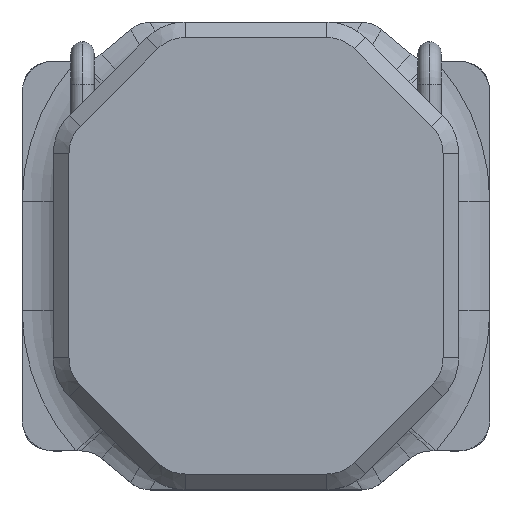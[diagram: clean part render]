
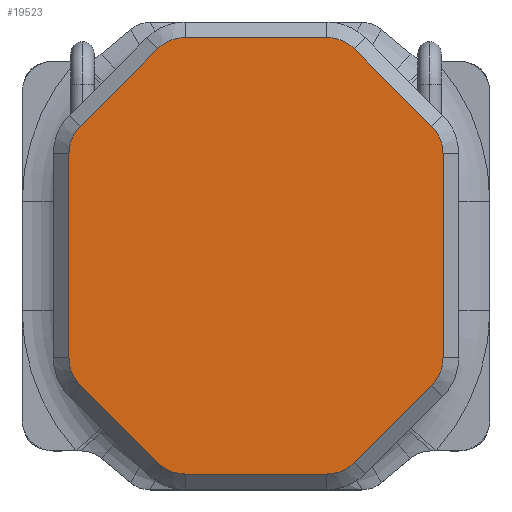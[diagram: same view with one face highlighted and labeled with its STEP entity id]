
A CAD part, top view. The second image highlights one B-rep face of the part: STEP entity #19523.
In plain terms, the highlighted planar face has unit normal (0, 0, 1).
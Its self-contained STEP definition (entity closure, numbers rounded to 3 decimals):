
#64 = CIRCLE ( 'NONE', #8787, 0.25 ) ;
#305 = DIRECTION ( 'NONE',  ( 1., 0., 0. ) ) ;
#321 = DIRECTION ( 'NONE',  ( -0.707, -0.707, 0. ) ) ;
#622 = VERTEX_POINT ( 'NONE', #12674 ) ;
#674 = ORIENTED_EDGE ( 'NONE', *, *, #946, .T. ) ;
#796 = EDGE_CURVE ( 'NONE', #18772, #4371, #19899, .T. ) ;
#946 = EDGE_CURVE ( 'NONE', #13669, #11109, #1220, .T. ) ;
#1220 = CIRCLE ( 'NONE', #10950, 0.25 ) ;
#1252 = DIRECTION ( 'NONE',  ( 1., 0., 0. ) ) ;
#1523 = CARTESIAN_POINT ( 'NONE',  ( -0.455, 1.4, 1.51 ) ) ;
#1620 = CARTESIAN_POINT ( 'NONE',  ( 1.2, -0.655, 1.51 ) ) ;
#1877 = EDGE_CURVE ( 'NONE', #7083, #18772, #64, .T. ) ;
#1909 = CARTESIAN_POINT ( 'NONE',  ( -1.127, -0.832, 1.51 ) ) ;
#1997 = VECTOR ( 'NONE', #5245, 1000. ) ;
#2033 = CARTESIAN_POINT ( 'NONE',  ( 1.127, 0.832, 1.51 ) ) ;
#2165 = DIRECTION ( 'NONE',  ( 1., 0., 0. ) ) ;
#2171 = AXIS2_PLACEMENT_3D ( 'NONE', #15422, #16956, #305 ) ;
#2354 = VERTEX_POINT ( 'NONE', #2033 ) ;
#2568 = CIRCLE ( 'NONE', #10895, 0.25 ) ;
#2643 = VERTEX_POINT ( 'NONE', #20296 ) ;
#2833 = CARTESIAN_POINT ( 'NONE',  ( -1.2, 0.655, 1.51 ) ) ;
#2911 = DIRECTION ( 'NONE',  ( 1., 0., 0. ) ) ;
#3435 = ORIENTED_EDGE ( 'NONE', *, *, #18931, .T. ) ;
#3557 = CARTESIAN_POINT ( 'NONE',  ( 0.455, -1.4, 1.51 ) ) ;
#4054 = ORIENTED_EDGE ( 'NONE', *, *, #19743, .T. ) ;
#4363 = ORIENTED_EDGE ( 'NONE', *, *, #796, .T. ) ;
#4371 = VERTEX_POINT ( 'NONE', #19847 ) ;
#4551 = CARTESIAN_POINT ( 'NONE',  ( 0.455, -1.15, 1.51 ) ) ;
#4574 = CARTESIAN_POINT ( 'NONE',  ( -1.2, -0.655, 1.51 ) ) ;
#4586 = CARTESIAN_POINT ( 'NONE',  ( 0.95, 0.655, 1.51 ) ) ;
#4609 = VERTEX_POINT ( 'NONE', #11195 ) ;
#4788 = CARTESIAN_POINT ( 'NONE',  ( -0.95, -0.655, 1.51 ) ) ;
#4796 = VECTOR ( 'NONE', #321, 1000. ) ;
#4812 = VECTOR ( 'NONE', #12284, 1000. ) ;
#5090 = AXIS2_PLACEMENT_3D ( 'NONE', #4586, #19432, #20719 ) ;
#5197 = ORIENTED_EDGE ( 'NONE', *, *, #21253, .T. ) ;
#5245 = DIRECTION ( 'NONE',  ( -1., 0., 0. ) ) ;
#5681 = ORIENTED_EDGE ( 'NONE', *, *, #12331, .T. ) ;
#5924 = DIRECTION ( 'NONE',  ( 0., 0., 1. ) ) ;
#6001 = LINE ( 'NONE', #4574, #19161 ) ;
#6318 = DIRECTION ( 'NONE',  ( 1., 0., 0. ) ) ;
#6453 = CARTESIAN_POINT ( 'NONE',  ( 0.632, -1.327, 1.51 ) ) ;
#6586 = ORIENTED_EDGE ( 'NONE', *, *, #8256, .T. ) ;
#6639 = VECTOR ( 'NONE', #12099, 1000. ) ;
#7083 = VERTEX_POINT ( 'NONE', #18611 ) ;
#7132 = LINE ( 'NONE', #12447, #16358 ) ;
#7141 = AXIS2_PLACEMENT_3D ( 'NONE', #16022, #19374, #1252 ) ;
#7474 = CARTESIAN_POINT ( 'NONE',  ( 0.455, 1.15, 1.51 ) ) ;
#7592 = CIRCLE ( 'NONE', #10376, 0.25 ) ;
#7688 = CIRCLE ( 'NONE', #8737, 0.25 ) ;
#7852 = ORIENTED_EDGE ( 'NONE', *, *, #9709, .T. ) ;
#7974 = CARTESIAN_POINT ( 'NONE',  ( -0.455, 1.15, 1.51 ) ) ;
#8045 = PLANE ( 'NONE',  #2171 ) ;
#8256 = EDGE_CURVE ( 'NONE', #17000, #2643, #7132, .T. ) ;
#8292 = ORIENTED_EDGE ( 'NONE', *, *, #1877, .T. ) ;
#8436 = CARTESIAN_POINT ( 'NONE',  ( 0.632, 1.327, 1.51 ) ) ;
#8628 = VECTOR ( 'NONE', #11070, 1000. ) ;
#8641 = ORIENTED_EDGE ( 'NONE', *, *, #20798, .T. ) ;
#8675 = DIRECTION ( 'NONE',  ( 0., 0., 1. ) ) ;
#8737 = AXIS2_PLACEMENT_3D ( 'NONE', #11952, #18565, #2165 ) ;
#8787 = AXIS2_PLACEMENT_3D ( 'NONE', #19815, #16611, #6318 ) ;
#8835 = LINE ( 'NONE', #15558, #6639 ) ;
#8932 = VERTEX_POINT ( 'NONE', #1909 ) ;
#9335 = DIRECTION ( 'NONE',  ( 0., 0., 1. ) ) ;
#9475 = ORIENTED_EDGE ( 'NONE', *, *, #16286, .T. ) ;
#9601 = ORIENTED_EDGE ( 'NONE', *, *, #12889, .T. ) ;
#9607 = DIRECTION ( 'NONE',  ( 1., 0., 0. ) ) ;
#9709 = EDGE_CURVE ( 'NONE', #11109, #622, #20056, .T. ) ;
#9789 = CARTESIAN_POINT ( 'NONE',  ( -0.455, -1.4, 1.51 ) ) ;
#10263 = EDGE_CURVE ( 'NONE', #17640, #19765, #14081, .T. ) ;
#10376 = AXIS2_PLACEMENT_3D ( 'NONE', #4788, #5924, #14684 ) ;
#10558 = LINE ( 'NONE', #20487, #4812 ) ;
#10793 = CARTESIAN_POINT ( 'NONE',  ( -1.2, -0.655, 1.51 ) ) ;
#10895 = AXIS2_PLACEMENT_3D ( 'NONE', #4551, #9335, #2911 ) ;
#10950 = AXIS2_PLACEMENT_3D ( 'NONE', #7474, #8675, #15296 ) ;
#10951 = LINE ( 'NONE', #17479, #8628 ) ;
#11048 = VERTEX_POINT ( 'NONE', #18456 ) ;
#11070 = DIRECTION ( 'NONE',  ( 0.707, 0.707, 0. ) ) ;
#11109 = VERTEX_POINT ( 'NONE', #15406 ) ;
#11195 = CARTESIAN_POINT ( 'NONE',  ( 1.127, -0.832, 1.51 ) ) ;
#11952 = CARTESIAN_POINT ( 'NONE',  ( 0.95, -0.655, 1.51 ) ) ;
#12099 = DIRECTION ( 'NONE',  ( -0.707, 0.707, 0. ) ) ;
#12230 = EDGE_CURVE ( 'NONE', #622, #11048, #16228, .T. ) ;
#12284 = DIRECTION ( 'NONE',  ( 0.707, -0.707, 0. ) ) ;
#12331 = EDGE_CURVE ( 'NONE', #20223, #4609, #10951, .T. ) ;
#12334 = DIRECTION ( 'NONE',  ( 0., 1., 0. ) ) ;
#12447 = CARTESIAN_POINT ( 'NONE',  ( 1.2, 0.655, 1.51 ) ) ;
#12674 = CARTESIAN_POINT ( 'NONE',  ( -0.455, 1.4, 1.51 ) ) ;
#12776 = CIRCLE ( 'NONE', #5090, 0.25 ) ;
#12808 = AXIS2_PLACEMENT_3D ( 'NONE', #7974, #17758, #9607 ) ;
#12889 = EDGE_CURVE ( 'NONE', #16671, #8932, #7592, .T. ) ;
#13669 = VERTEX_POINT ( 'NONE', #8436 ) ;
#13758 = CARTESIAN_POINT ( 'NONE',  ( -1.127, 0.832, 1.51 ) ) ;
#14081 = CIRCLE ( 'NONE', #7141, 0.25 ) ;
#14355 = DIRECTION ( 'NONE',  ( 0., -1., 0. ) ) ;
#14684 = DIRECTION ( 'NONE',  ( 1., 0., 0. ) ) ;
#14779 = VECTOR ( 'NONE', #18215, 1000. ) ;
#14783 = EDGE_CURVE ( 'NONE', #2643, #2354, #12776, .T. ) ;
#15247 = CARTESIAN_POINT ( 'NONE',  ( -0.979, 0.979, 1.51 ) ) ;
#15296 = DIRECTION ( 'NONE',  ( 1., 0., 0. ) ) ;
#15406 = CARTESIAN_POINT ( 'NONE',  ( 0.455, 1.4, 1.51 ) ) ;
#15422 = CARTESIAN_POINT ( 'NONE',  ( 0., 0., 1.51 ) ) ;
#15558 = CARTESIAN_POINT ( 'NONE',  ( 0.979, 0.979, 1.51 ) ) ;
#16022 = CARTESIAN_POINT ( 'NONE',  ( -0.95, 0.655, 1.51 ) ) ;
#16133 = ORIENTED_EDGE ( 'NONE', *, *, #12230, .T. ) ;
#16213 = EDGE_CURVE ( 'NONE', #11048, #17640, #20166, .T. ) ;
#16228 = CIRCLE ( 'NONE', #12808, 0.25 ) ;
#16286 = EDGE_CURVE ( 'NONE', #8932, #7083, #10558, .T. ) ;
#16358 = VECTOR ( 'NONE', #12334, 1000. ) ;
#16592 = ORIENTED_EDGE ( 'NONE', *, *, #16213, .T. ) ;
#16611 = DIRECTION ( 'NONE',  ( 0., 0., 1. ) ) ;
#16671 = VERTEX_POINT ( 'NONE', #10793 ) ;
#16956 = DIRECTION ( 'NONE',  ( 0., 0., 1. ) ) ;
#17000 = VERTEX_POINT ( 'NONE', #1620 ) ;
#17479 = CARTESIAN_POINT ( 'NONE',  ( 0.979, -0.979, 1.51 ) ) ;
#17640 = VERTEX_POINT ( 'NONE', #13758 ) ;
#17758 = DIRECTION ( 'NONE',  ( 0., 0., 1. ) ) ;
#17903 = ORIENTED_EDGE ( 'NONE', *, *, #10263, .T. ) ;
#18215 = DIRECTION ( 'NONE',  ( 1., 0., 0. ) ) ;
#18456 = CARTESIAN_POINT ( 'NONE',  ( -0.632, 1.327, 1.51 ) ) ;
#18565 = DIRECTION ( 'NONE',  ( 0., 0., 1. ) ) ;
#18579 = ORIENTED_EDGE ( 'NONE', *, *, #14783, .T. ) ;
#18611 = CARTESIAN_POINT ( 'NONE',  ( -0.632, -1.327, 1.51 ) ) ;
#18772 = VERTEX_POINT ( 'NONE', #9789 ) ;
#18931 = EDGE_CURVE ( 'NONE', #4609, #17000, #7688, .T. ) ;
#19161 = VECTOR ( 'NONE', #14355, 1000. ) ;
#19374 = DIRECTION ( 'NONE',  ( 0., 0., 1. ) ) ;
#19432 = DIRECTION ( 'NONE',  ( 0., 0., 1. ) ) ;
#19523 = ADVANCED_FACE ( 'NONE', ( #21430 ), #8045, .T. ) ;
#19743 = EDGE_CURVE ( 'NONE', #19765, #16671, #6001, .T. ) ;
#19765 = VERTEX_POINT ( 'NONE', #2833 ) ;
#19815 = CARTESIAN_POINT ( 'NONE',  ( -0.455, -1.15, 1.51 ) ) ;
#19847 = CARTESIAN_POINT ( 'NONE',  ( 0.455, -1.4, 1.51 ) ) ;
#19899 = LINE ( 'NONE', #3557, #14779 ) ;
#20056 = LINE ( 'NONE', #1523, #1997 ) ;
#20166 = LINE ( 'NONE', #15247, #4796 ) ;
#20223 = VERTEX_POINT ( 'NONE', #6453 ) ;
#20296 = CARTESIAN_POINT ( 'NONE',  ( 1.2, 0.655, 1.51 ) ) ;
#20487 = CARTESIAN_POINT ( 'NONE',  ( -0.979, -0.979, 1.51 ) ) ;
#20719 = DIRECTION ( 'NONE',  ( 1., 0., 0. ) ) ;
#20798 = EDGE_CURVE ( 'NONE', #4371, #20223, #2568, .T. ) ;
#21253 = EDGE_CURVE ( 'NONE', #2354, #13669, #8835, .T. ) ;
#21271 = EDGE_LOOP ( 'NONE', ( #16592, #17903, #4054, #9601, #9475, #8292, #4363, #8641, #5681, #3435, #6586, #18579, #5197, #674, #7852, #16133 ) ) ;
#21430 = FACE_OUTER_BOUND ( 'NONE', #21271, .T. ) ;
